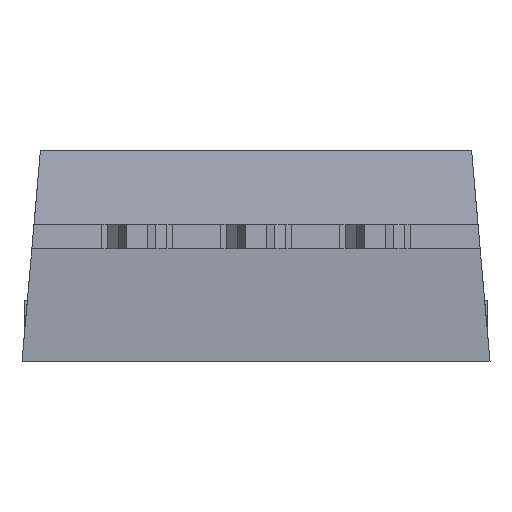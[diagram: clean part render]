
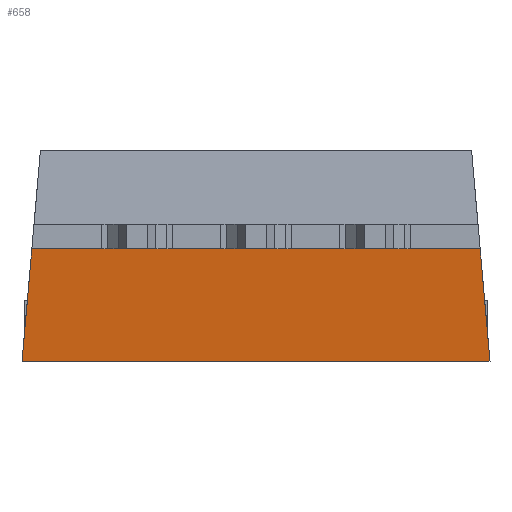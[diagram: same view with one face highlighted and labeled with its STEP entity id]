
A CAD part, front view. The second image highlights one B-rep face of the part: STEP entity #658.
In plain terms, the highlighted planar face has unit normal (0, -0.996, -0.087).
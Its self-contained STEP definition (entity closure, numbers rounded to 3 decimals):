
#173 = DIRECTION ( 'NONE',  ( -0.087, 0.087, -0.992 ) ) ;
#251 = DIRECTION ( 'NONE',  ( 0., -0.087, 0.996 ) ) ;
#309 = VECTOR ( 'NONE', #2279, 1000. ) ;
#362 = CARTESIAN_POINT ( 'NONE',  ( -5., 3.11, -2.663 ) ) ;
#378 = CARTESIAN_POINT ( 'NONE',  ( 5., 3.11, -2.663 ) ) ;
#385 = VERTEX_POINT ( 'NONE', #378 ) ;
#428 = EDGE_CURVE ( 'NONE', #2971, #2452, #3021, .T. ) ;
#586 = ORIENTED_EDGE ( 'NONE', *, *, #2323, .T. ) ;
#638 = CARTESIAN_POINT ( 'NONE',  ( 5., 3.11, -2.663 ) ) ;
#658 = ADVANCED_FACE ( 'NONE', ( #2058 ), #969, .F. ) ;
#892 = VECTOR ( 'NONE', #2398, 1000. ) ;
#969 = PLANE ( 'NONE',  #1949 ) ;
#1032 = CARTESIAN_POINT ( 'NONE',  ( 5., 2.9, -0.263 ) ) ;
#1194 = DIRECTION ( 'NONE',  ( 0., 0.996, 0.087 ) ) ;
#1257 = CARTESIAN_POINT ( 'NONE',  ( -4.79, 2.9, -0.263 ) ) ;
#1358 = ORIENTED_EDGE ( 'NONE', *, *, #1476, .F. ) ;
#1434 = LINE ( 'NONE', #1032, #892 ) ;
#1476 = EDGE_CURVE ( 'NONE', #385, #2452, #1554, .T. ) ;
#1521 = LINE ( 'NONE', #1871, #2738 ) ;
#1554 = LINE ( 'NONE', #638, #309 ) ;
#1596 = EDGE_CURVE ( 'NONE', #385, #2553, #1521, .T. ) ;
#1634 = CARTESIAN_POINT ( 'NONE',  ( 5., 3.11, -2.663 ) ) ;
#1767 = VECTOR ( 'NONE', #173, 1000. ) ;
#1787 = ORIENTED_EDGE ( 'NONE', *, *, #428, .T. ) ;
#1855 = CARTESIAN_POINT ( 'NONE',  ( 4.79, 2.9, -0.263 ) ) ;
#1871 = CARTESIAN_POINT ( 'NONE',  ( 5., 3.11, -2.663 ) ) ;
#1899 = ORIENTED_EDGE ( 'NONE', *, *, #1596, .T. ) ;
#1949 = AXIS2_PLACEMENT_3D ( 'NONE', #1634, #1194, #251 ) ;
#2058 = FACE_OUTER_BOUND ( 'NONE', #2124, .T. ) ;
#2106 = DIRECTION ( 'NONE',  ( -0.087, -0.087, 0.992 ) ) ;
#2124 = EDGE_LOOP ( 'NONE', ( #586, #1787, #1358, #1899 ) ) ;
#2279 = DIRECTION ( 'NONE',  ( -1., 0., 0. ) ) ;
#2323 = EDGE_CURVE ( 'NONE', #2553, #2971, #1434, .T. ) ;
#2398 = DIRECTION ( 'NONE',  ( -1., 0., 0. ) ) ;
#2452 = VERTEX_POINT ( 'NONE', #362 ) ;
#2553 = VERTEX_POINT ( 'NONE', #1855 ) ;
#2734 = CARTESIAN_POINT ( 'NONE',  ( -4.925, 3.035, -1.801 ) ) ;
#2738 = VECTOR ( 'NONE', #2106, 1000. ) ;
#2971 = VERTEX_POINT ( 'NONE', #1257 ) ;
#3021 = LINE ( 'NONE', #2734, #1767 ) ;
